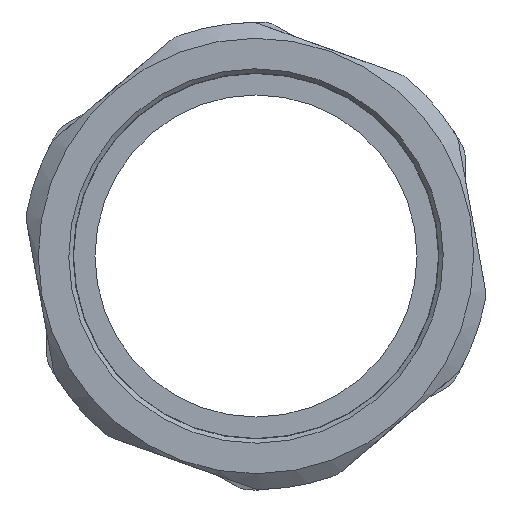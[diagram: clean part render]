
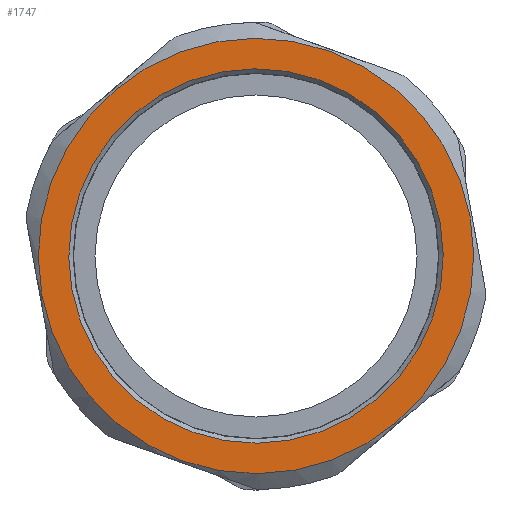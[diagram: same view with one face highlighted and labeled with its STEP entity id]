
A CAD part, front view. The second image highlights one B-rep face of the part: STEP entity #1747.
In plain terms, the highlighted planar face has unit normal (0, -1, 0).
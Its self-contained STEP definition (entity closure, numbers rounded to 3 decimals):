
#229=FACE_BOUND('',#397,.T.);
#243=PLANE('',#1894);
#295=FACE_OUTER_BOUND('',#396,.T.);
#396=EDGE_LOOP('',(#1319));
#397=EDGE_LOOP('',(#1320));
#657=CIRCLE('',#1893,21.8);
#658=CIRCLE('',#1895,25.35);
#757=VERTEX_POINT('',#2737);
#758=VERTEX_POINT('',#2741);
#963=EDGE_CURVE('',#757,#757,#657,.T.);
#964=EDGE_CURVE('',#758,#758,#658,.T.);
#1319=ORIENTED_EDGE('',*,*,#964,.T.);
#1320=ORIENTED_EDGE('',*,*,#963,.F.);
#1747=ADVANCED_FACE('',(#295,#229),#243,.T.);
#1893=AXIS2_PLACEMENT_3D('',#2739,#2150,#2151);
#1894=AXIS2_PLACEMENT_3D('',#2740,#2152,#2153);
#1895=AXIS2_PLACEMENT_3D('',#2742,#2154,#2155);
#2150=DIRECTION('center_axis',(0.,-1.,0.));
#2151=DIRECTION('ref_axis',(0.337,0.,0.942));
#2152=DIRECTION('center_axis',(0.,-1.,0.));
#2153=DIRECTION('ref_axis',(0.942,0.,-0.337));
#2154=DIRECTION('center_axis',(0.,-1.,0.));
#2155=DIRECTION('ref_axis',(0.337,0.,0.942));
#2737=CARTESIAN_POINT('',(-7.337,-9.,-20.528));
#2739=CARTESIAN_POINT('Origin',(0.,-9.,
0.));
#2740=CARTESIAN_POINT('Origin',(-7.169,-9.,-20.057));
#2741=CARTESIAN_POINT('',(-8.532,-9.,-23.871));
#2742=CARTESIAN_POINT('Origin',(0.,-9.,
0.));
